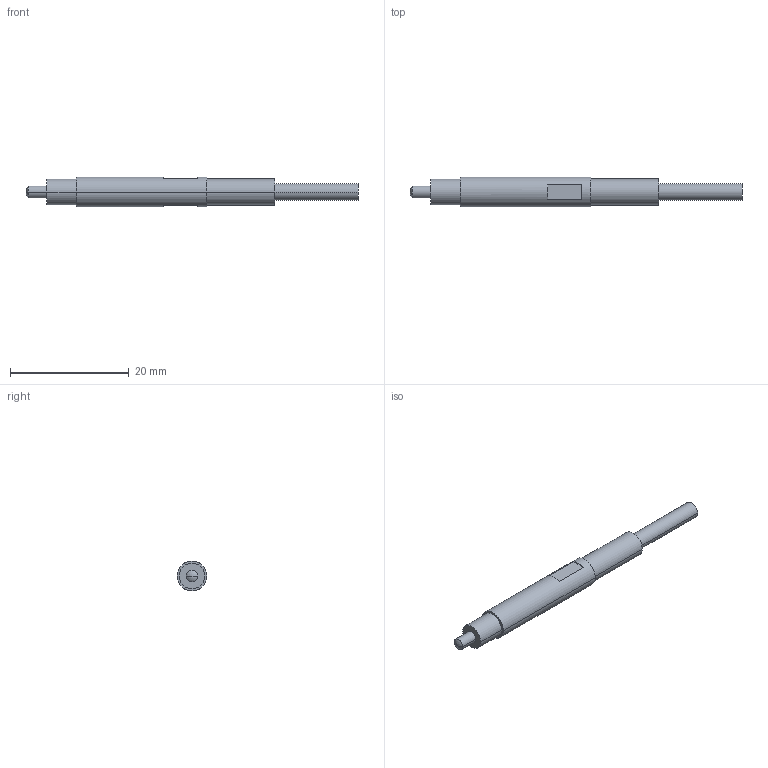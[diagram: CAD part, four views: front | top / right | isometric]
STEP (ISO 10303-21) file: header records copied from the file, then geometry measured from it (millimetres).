
FILE_DESCRIPTION (( 'STEP AP214' ), '1' );
FILE_NAME ('CSJ055A-L.STEP', '2018-04-03T21:16:50', ( '' ), ( '' ), 'SwSTEP 2.0', 'SolidWorks 2017', '' );
FILE_SCHEMA (( 'AUTOMOTIVE_DESIGN' ));
Length unit declared in the file: inch
Products named in the file (1): CSJ055A-L
Bounding box: 56 x 5 x 5 mm (x, y, z)
Volume: 770.5 mm3; surface area: 755.1 mm2
Topology: 1 solids, 1 shells, 25 faces, 48 edges, 31 vertices
Faces by surface type: plane 11, cylinder 10, sphere 2, cone 2
Entity records: 686 total; most frequent: DIRECTION 128, CARTESIAN_POINT 105, ORIENTED_EDGE 96, AXIS2_PLACEMENT_3D 54, EDGE_CURVE 48, EDGE_LOOP 31, VERTEX_POINT 31, CIRCLE 28
